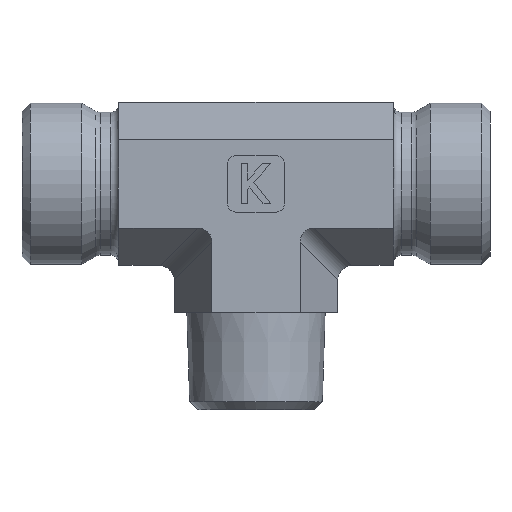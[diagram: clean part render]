
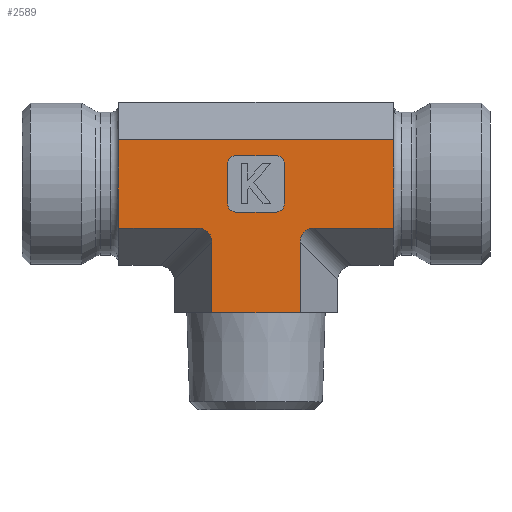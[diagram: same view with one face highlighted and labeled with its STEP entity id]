
A CAD part, left-side view. The second image highlights one B-rep face of the part: STEP entity #2589.
In plain terms, the highlighted planar face has unit normal (-1, 0, 0).
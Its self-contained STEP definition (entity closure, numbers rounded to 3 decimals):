
#192=CARTESIAN_POINT('',(-28.485,15.029,1.5));
#193=VERTEX_POINT('',#192);
#240=CARTESIAN_POINT('',(-28.485,4.059,1.5));
#241=VERTEX_POINT('',#240);
#248=CARTESIAN_POINT('',(-28.485,15.029,1.5));
#249=DIRECTION('',(0.0,-1.0,0.0));
#250=VECTOR('',#249,10.97);
#251=LINE('',#248,#250);
#252=EDGE_CURVE('',#193,#241,#251,.T.);
#659=CARTESIAN_POINT('',(-28.485,26.544,14.898));
#660=VERTEX_POINT('',#659);
#668=CARTESIAN_POINT('',(-28.485,26.544,20.102));
#669=VERTEX_POINT('',#668);
#670=CARTESIAN_POINT('',(-28.485,26.544,20.102));
#671=CARTESIAN_POINT('',(-28.485,26.544,19.857));
#672=CARTESIAN_POINT('',(-28.485,26.552,19.562));
#673=CARTESIAN_POINT('',(-28.485,26.579,18.749));
#674=CARTESIAN_POINT('',(-28.485,26.607,18.068));
#675=CARTESIAN_POINT('',(-28.485,26.607,16.932));
#676=CARTESIAN_POINT('',(-28.485,26.579,16.251));
#677=CARTESIAN_POINT('',(-28.485,26.552,15.438));
#678=CARTESIAN_POINT('',(-28.485,26.544,15.143));
#679=CARTESIAN_POINT('',(-28.485,26.544,14.898));
#680=B_SPLINE_CURVE_WITH_KNOTS('',3,(#670,#671,#672,#673,#674,#675,#676,#677,#678,#679),.UNSPECIFIED.,.F.,.U.,(4,2,2,2,4),(0.817,0.891,1.061,1.231,1.305),.UNSPECIFIED.);
#681=EDGE_CURVE('',#669,#660,#680,.T.);
#879=CARTESIAN_POINT('',(-28.485,26.544,22.985));
#880=VERTEX_POINT('',#879);
#887=CARTESIAN_POINT('',(-28.485,-7.456,22.985));
#888=VERTEX_POINT('',#887);
#889=CARTESIAN_POINT('',(-28.485,26.544,22.985));
#890=DIRECTION('',(0.0,-1.0,0.0));
#891=VECTOR('',#890,34.);
#892=LINE('',#889,#891);
#893=EDGE_CURVE('',#880,#888,#892,.T.);
#940=CARTESIAN_POINT('',(-28.485,26.544,22.985));
#941=DIRECTION('',(0.0,0.0,-1.0));
#942=VECTOR('',#941,2.882);
#943=LINE('',#940,#942);
#944=EDGE_CURVE('',#880,#669,#943,.T.);
#984=CARTESIAN_POINT('',(-28.485,26.544,12.015));
#985=VERTEX_POINT('',#984);
#992=CARTESIAN_POINT('',(-28.485,26.544,14.898));
#993=DIRECTION('',(0.0,0.0,-1.0));
#994=VECTOR('',#993,2.882);
#995=LINE('',#992,#994);
#996=EDGE_CURVE('',#660,#985,#995,.T.);
#1232=CARTESIAN_POINT('',(-28.485,-7.456,20.102));
#1233=VERTEX_POINT('',#1232);
#1241=CARTESIAN_POINT('',(-28.485,-7.456,14.898));
#1242=VERTEX_POINT('',#1241);
#1243=CARTESIAN_POINT('',(-28.485,-7.456,14.898));
#1244=CARTESIAN_POINT('',(-28.485,-7.456,15.143));
#1245=CARTESIAN_POINT('',(-28.485,-7.464,15.438));
#1246=CARTESIAN_POINT('',(-28.485,-7.491,16.251));
#1247=CARTESIAN_POINT('',(-28.485,-7.519,16.932));
#1248=CARTESIAN_POINT('',(-28.485,-7.519,18.068));
#1249=CARTESIAN_POINT('',(-28.485,-7.491,18.749));
#1250=CARTESIAN_POINT('',(-28.485,-7.464,19.562));
#1251=CARTESIAN_POINT('',(-28.485,-7.456,19.857));
#1252=CARTESIAN_POINT('',(-28.485,-7.456,20.102));
#1253=B_SPLINE_CURVE_WITH_KNOTS('',3,(#1243,#1244,#1245,#1246,#1247,#1248,#1249,#1250,#1251,#1252),.UNSPECIFIED.,.F.,.U.,(4,2,2,2,4),(0.817,0.891,1.061,1.231,1.305),.UNSPECIFIED.);
#1254=EDGE_CURVE('',#1242,#1233,#1253,.T.);
#1438=CARTESIAN_POINT('',(-28.485,-7.456,12.015));
#1439=VERTEX_POINT('',#1438);
#1446=CARTESIAN_POINT('',(-28.485,2.327,12.015));
#1447=VERTEX_POINT('',#1446);
#1448=CARTESIAN_POINT('',(-28.485,2.327,12.015));
#1449=DIRECTION('',(0.0,-1.0,0.0));
#1450=VECTOR('',#1449,9.783);
#1451=LINE('',#1448,#1450);
#1452=EDGE_CURVE('',#1447,#1439,#1451,.T.);
#1485=CARTESIAN_POINT('',(-28.485,-7.456,12.015));
#1486=DIRECTION('',(0.0,0.0,1.0));
#1487=VECTOR('',#1486,2.882);
#1488=LINE('',#1485,#1487);
#1489=EDGE_CURVE('',#1439,#1242,#1488,.T.);
#1530=CARTESIAN_POINT('',(-28.485,-7.456,20.102));
#1531=DIRECTION('',(0.0,0.0,1.0));
#1532=VECTOR('',#1531,2.882);
#1533=LINE('',#1530,#1532);
#1534=EDGE_CURVE('',#1233,#888,#1533,.T.);
#2055=CARTESIAN_POINT('',(-28.485,15.029,10.283));
#2056=VERTEX_POINT('',#2055);
#2057=CARTESIAN_POINT('',(-28.485,16.761,12.015));
#2058=VERTEX_POINT('',#2057);
#2059=CARTESIAN_POINT('',(-28.485,17.338,9.706));
#2060=DIRECTION('',(-1.0,0.0,0.0));
#2061=DIRECTION('',(0.0,-0.707,0.707));
#2062=AXIS2_PLACEMENT_3D('',#2059,#2060,#2061);
#2063=ELLIPSE('',#2062,2.582,2.0);
#2064=EDGE_CURVE('',#2056,#2058,#2063,.T.);
#2128=CARTESIAN_POINT('',(-28.485,16.761,12.015));
#2129=DIRECTION('',(0.0,1.0,0.0));
#2130=VECTOR('',#2129,9.783);
#2131=LINE('',#2128,#2130);
#2132=EDGE_CURVE('',#2058,#985,#2131,.T.);
#2155=CARTESIAN_POINT('',(-28.485,7.044,14.));
#2156=VERTEX_POINT('',#2155);
#2163=CARTESIAN_POINT('',(-28.485,6.044,15.));
#2164=VERTEX_POINT('',#2163);
#2165=CARTESIAN_POINT('',(-28.485,7.044,15.));
#2166=DIRECTION('',(-1.0,0.0,0.0));
#2167=DIRECTION('',(0.0,-0.707,-0.707));
#2168=AXIS2_PLACEMENT_3D('',#2165,#2166,#2167);
#2169=CIRCLE('',#2168,1.0);
#2170=EDGE_CURVE('',#2156,#2164,#2169,.T.);
#2195=CARTESIAN_POINT('',(-28.485,12.044,14.));
#2196=VERTEX_POINT('',#2195);
#2203=CARTESIAN_POINT('',(-28.485,7.044,14.));
#2204=DIRECTION('',(0.0,1.0,0.0));
#2205=VECTOR('',#2204,5.0);
#2206=LINE('',#2203,#2205);
#2207=EDGE_CURVE('',#2156,#2196,#2206,.T.);
#2226=CARTESIAN_POINT('',(-28.485,13.044,15.));
#2227=VERTEX_POINT('',#2226);
#2234=CARTESIAN_POINT('',(-28.485,12.044,15.));
#2235=DIRECTION('',(-1.0,0.0,0.0));
#2236=DIRECTION('',(0.0,0.707,-0.707));
#2237=AXIS2_PLACEMENT_3D('',#2234,#2235,#2236);
#2238=CIRCLE('',#2237,1.0);
#2239=EDGE_CURVE('',#2227,#2196,#2238,.T.);
#2259=CARTESIAN_POINT('',(-28.485,13.044,20.));
#2260=VERTEX_POINT('',#2259);
#2267=CARTESIAN_POINT('',(-28.485,13.044,15.));
#2268=DIRECTION('',(0.0,0.0,1.0));
#2269=VECTOR('',#2268,5.);
#2270=LINE('',#2267,#2269);
#2271=EDGE_CURVE('',#2227,#2260,#2270,.T.);
#2290=CARTESIAN_POINT('',(-28.485,12.044,21.));
#2291=VERTEX_POINT('',#2290);
#2298=CARTESIAN_POINT('',(-28.485,12.044,20.));
#2299=DIRECTION('',(-1.0,0.0,0.0));
#2300=DIRECTION('',(0.0,0.707,0.707));
#2301=AXIS2_PLACEMENT_3D('',#2298,#2299,#2300);
#2302=CIRCLE('',#2301,1.0);
#2303=EDGE_CURVE('',#2291,#2260,#2302,.T.);
#2323=CARTESIAN_POINT('',(-28.485,7.044,21.));
#2324=VERTEX_POINT('',#2323);
#2331=CARTESIAN_POINT('',(-28.485,12.044,21.));
#2332=DIRECTION('',(0.0,-1.0,0.0));
#2333=VECTOR('',#2332,5.0);
#2334=LINE('',#2331,#2333);
#2335=EDGE_CURVE('',#2291,#2324,#2334,.T.);
#2354=CARTESIAN_POINT('',(-28.485,6.044,20.));
#2355=VERTEX_POINT('',#2354);
#2362=CARTESIAN_POINT('',(-28.485,7.044,20.));
#2363=DIRECTION('',(-1.0,0.0,0.0));
#2364=DIRECTION('',(0.0,-0.707,0.707));
#2365=AXIS2_PLACEMENT_3D('',#2362,#2363,#2364);
#2366=CIRCLE('',#2365,1.0);
#2367=EDGE_CURVE('',#2355,#2324,#2366,.T.);
#2414=CARTESIAN_POINT('',(-28.485,6.044,20.));
#2415=DIRECTION('',(0.0,0.0,-1.0));
#2416=VECTOR('',#2415,5.);
#2417=LINE('',#2414,#2416);
#2418=EDGE_CURVE('',#2355,#2164,#2417,.T.);
#2431=CARTESIAN_POINT('',(-28.485,15.029,1.5));
#2432=DIRECTION('',(0.0,0.0,1.0));
#2433=VECTOR('',#2432,8.783);
#2434=LINE('',#2431,#2433);
#2435=EDGE_CURVE('',#193,#2056,#2434,.T.);
#2504=CARTESIAN_POINT('',(-28.485,4.059,10.283));
#2505=VERTEX_POINT('',#2504);
#2506=CARTESIAN_POINT('',(-28.485,1.75,9.706));
#2507=DIRECTION('',(-1.0,0.0,0.0));
#2508=DIRECTION('',(0.0,0.707,0.707));
#2509=AXIS2_PLACEMENT_3D('',#2506,#2507,#2508);
#2510=ELLIPSE('',#2509,2.582,2.0);
#2511=EDGE_CURVE('',#1447,#2505,#2510,.T.);
#2549=CARTESIAN_POINT('',(-28.485,4.059,1.5));
#2550=DIRECTION('',(0.0,0.0,1.0));
#2551=VECTOR('',#2550,8.783);
#2552=LINE('',#2549,#2551);
#2553=EDGE_CURVE('',#241,#2505,#2552,.T.);
#2558=CARTESIAN_POINT('',(-28.485,4.059,0.0));
#2559=DIRECTION('',(-1.0,0.0,0.0));
#2560=DIRECTION('',(0.0,0.0,1.0));
#2561=AXIS2_PLACEMENT_3D('',#2558,#2559,#2560);
#2562=PLANE('',#2561);
#2563=ORIENTED_EDGE('',*,*,#252,.T.);
#2564=ORIENTED_EDGE('',*,*,#2553,.T.);
#2565=ORIENTED_EDGE('',*,*,#2511,.F.);
#2566=ORIENTED_EDGE('',*,*,#1452,.T.);
#2567=ORIENTED_EDGE('',*,*,#1489,.T.);
#2568=ORIENTED_EDGE('',*,*,#1254,.T.);
#2569=ORIENTED_EDGE('',*,*,#1534,.T.);
#2570=ORIENTED_EDGE('',*,*,#893,.F.);
#2571=ORIENTED_EDGE('',*,*,#944,.T.);
#2572=ORIENTED_EDGE('',*,*,#681,.T.);
#2573=ORIENTED_EDGE('',*,*,#996,.T.);
#2574=ORIENTED_EDGE('',*,*,#2132,.F.);
#2575=ORIENTED_EDGE('',*,*,#2064,.F.);
#2576=ORIENTED_EDGE('',*,*,#2435,.F.);
#2577=EDGE_LOOP('',(#2563,#2564,#2565,#2566,#2567,#2568,#2569,#2570,#2571,#2572,#2573,#2574,#2575,#2576));
#2578=FACE_OUTER_BOUND('',#2577,.T.);
#2579=ORIENTED_EDGE('',*,*,#2335,.T.);
#2580=ORIENTED_EDGE('',*,*,#2367,.F.);
#2581=ORIENTED_EDGE('',*,*,#2418,.T.);
#2582=ORIENTED_EDGE('',*,*,#2170,.F.);
#2583=ORIENTED_EDGE('',*,*,#2207,.T.);
#2584=ORIENTED_EDGE('',*,*,#2239,.F.);
#2585=ORIENTED_EDGE('',*,*,#2271,.T.);
#2586=ORIENTED_EDGE('',*,*,#2303,.F.);
#2587=EDGE_LOOP('',(#2579,#2580,#2581,#2582,#2583,#2584,#2585,#2586));
#2588=FACE_BOUND('',#2587,.T.);
#2589=ADVANCED_FACE('',(#2578,#2588),#2562,.T.);
